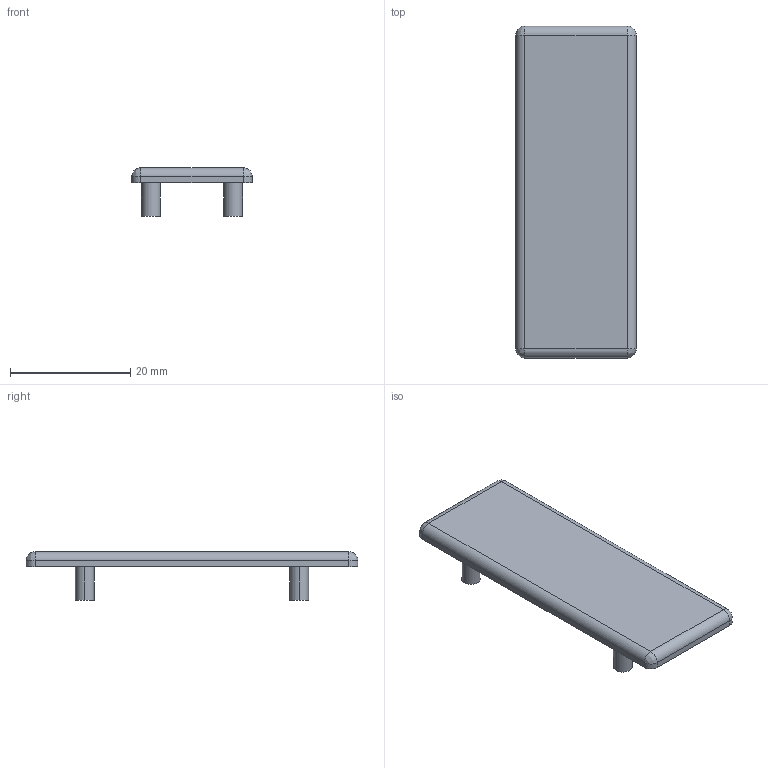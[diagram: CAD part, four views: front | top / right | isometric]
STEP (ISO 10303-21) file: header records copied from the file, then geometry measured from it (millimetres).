
FILE_DESCRIPTION (( 'STEP AP203' ), '1' );
FILE_NAME ('252523506_c_1.STEP', '2022-11-27T23:29:24', ( '' ), ( '' ), 'SwSTEP 2.0', 'SolidWorks 2014', '' );
FILE_SCHEMA (( 'CONFIG_CONTROL_DESIGN' ));
Length unit declared in the file: millimetre
Products named in the file (1): 252523506_c_1
Bounding box: 20 x 55.15 x 8.05 mm (x, y, z)
Volume: 2849.9 mm3; surface area: 2691.5 mm2
Topology: 1 solids, 1 shells, 30 faces, 64 edges, 36 vertices
Faces by surface type: cylinder 16, plane 10, bspline 4
Entity records: 901 total; most frequent: CARTESIAN_POINT 187, DIRECTION 146, ORIENTED_EDGE 120, EDGE_CURVE 60, AXIS2_PLACEMENT_3D 59, VERTEX_POINT 36, EDGE_LOOP 34, CIRCLE 32
